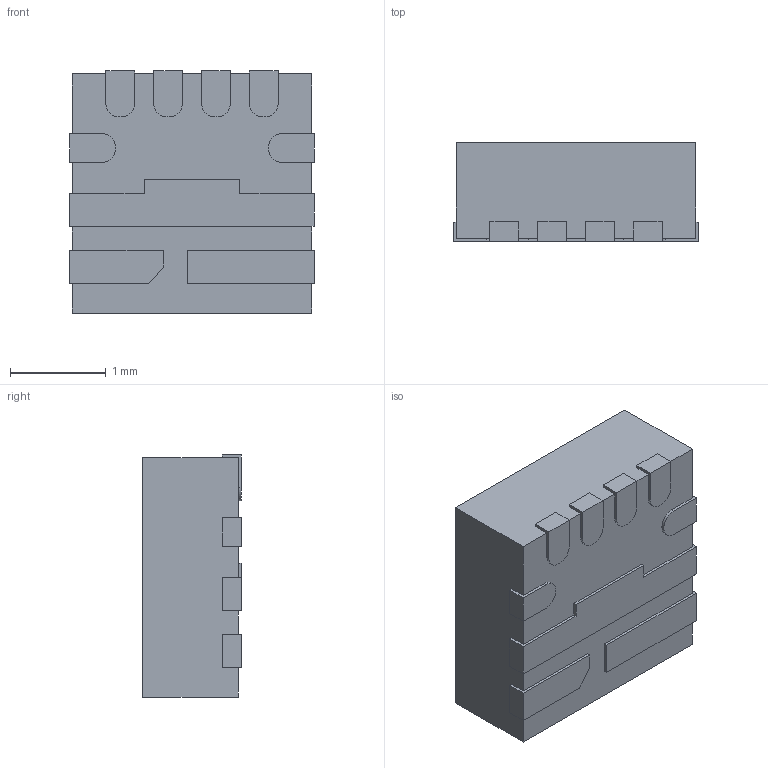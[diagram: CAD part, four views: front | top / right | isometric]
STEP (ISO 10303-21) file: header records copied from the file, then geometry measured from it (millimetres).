
FILE_DESCRIPTION (( 'STEP AP214' ), '1' );
FILE_NAME ('9-VQFN-HR (2.5x2.5)_.STEP', '2022-05-23T10:19:30', ( '' ), ( '' ), 'SwSTEP 2.0', 'SolidWorks 2021', '' );
FILE_SCHEMA (( 'AUTOMOTIVE_DESIGN' ));
Length unit declared in the file: millimetre
Products named in the file (1): 9-VQFN-HR (2.5x2.5)_
Bounding box: 2.56 x 1.03 x 2.53 mm (x, y, z)
Volume: 6.3 mm3; surface area: 23.6 mm2
Topology: 1 solids, 1 shells, 191 faces, 528 edges, 352 vertices
Faces by surface type: plane 142, bspline 35, cylinder 14
Entity records: 9709 total; most frequent: CARTESIAN_POINT 3011, ORIENTED_EDGE 1056, DIRECTION 800, EDGE_CURVE 528, LINE 430, VECTOR 430, VERTEX_POINT 352, EDGE_LOOP 204
